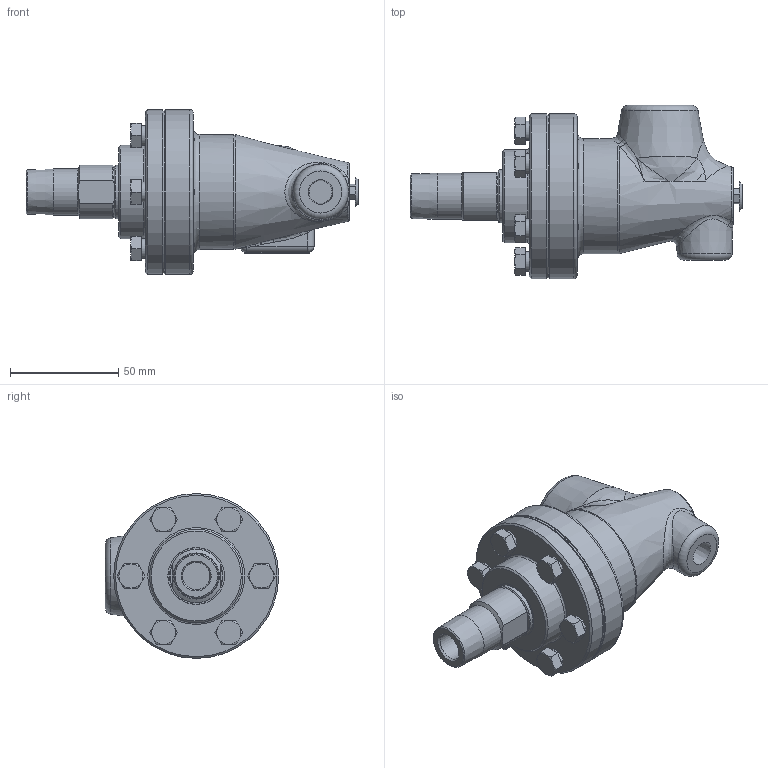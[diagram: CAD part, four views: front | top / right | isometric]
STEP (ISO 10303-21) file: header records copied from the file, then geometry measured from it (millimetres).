
FILE_DESCRIPTION(/* description */ (''),/* implementation_level */ '2;1');
FILE_NAME(/* name */ 'BC-54065-08-50B-IC.stp',/* time_stamp */ '2020-05-20T09:42:44-05:00',/* author */ ('dyurkovich'),/* organization */ (''),/* preprocessor_version */ 'ST-DEVELOPER v18',/* originating_system */ 'Autodesk Inventor 2020',/* authorisation */ '');
FILE_SCHEMA (('AUTOMOTIVE_DESIGN { 1 0 10303 214 3 1 1 }'));
Length unit declared in the file: millimetre
Products named in the file (1): BC-54065-08-50B-IC
Bounding box: 153.46 x 80.1 x 76.2 mm (x, y, z)
Volume: 278327.8 mm3; surface area: 41706.8 mm2
Topology: 1 solids, 1 shells, 667 faces, 1730 edges, 1123 vertices
Faces by surface type: plane 329, bspline 199, cone 67, cylinder 53, torus 15, sphere 4
Full cylindrical faces by diameter (mm): 4.978 x6, 6.35 x6, 7.1 x6, 7.11 x6, 12.7 x1, 21.336 x1, 24.7 x1, 26.162 x1, 26.25 x1, 43.18 x1, 53.2 x1, 75.4 x1, 76.2 x2
Entity records: 23960 total; most frequent: CARTESIAN_POINT 8406, ORIENTED_EDGE 3450, DIRECTION 2612, EDGE_CURVE 1725, VERTEX_POINT 1123, AXIS2_PLACEMENT_3D 880, LINE 852, VECTOR 852
